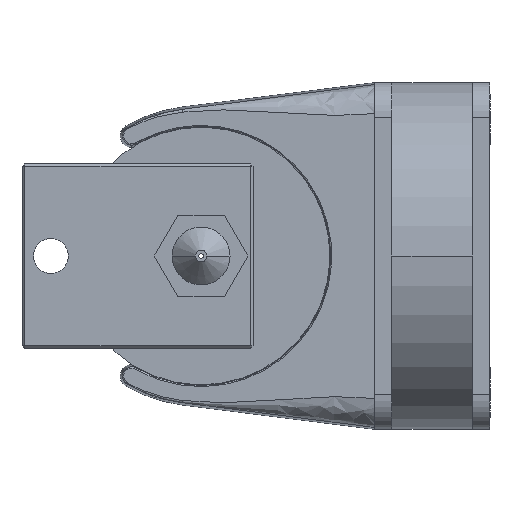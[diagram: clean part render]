
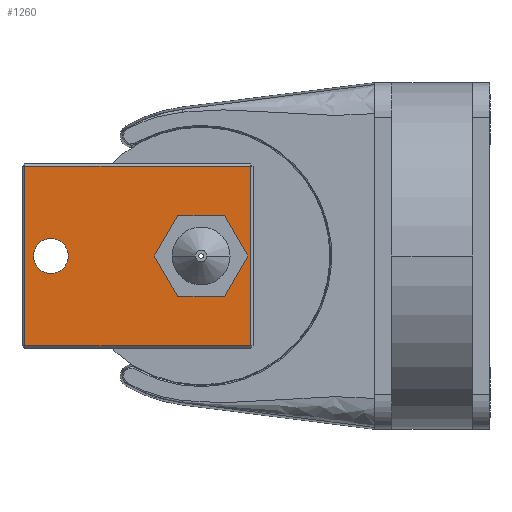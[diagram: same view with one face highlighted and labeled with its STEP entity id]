
A CAD part, front view. The second image highlights one B-rep face of the part: STEP entity #1260.
In plain terms, the highlighted planar face has unit normal (0, -1, 0).
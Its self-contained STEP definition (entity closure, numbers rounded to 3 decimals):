
#336 = CARTESIAN_POINT ( 'NONE',  ( 0., 0., 0. ) ) ;
#834 = CARTESIAN_POINT ( 'NONE',  ( -9.75, 0., 0. ) ) ;
#856 = CARTESIAN_POINT ( 'NONE',  ( 5.5, 0., 3. ) ) ;
#1138 = EDGE_CURVE ( 'NONE', #13140, #10561, #7347, .T. ) ;
#1145 = VERTEX_POINT ( 'NONE', #12823 ) ;
#1158 = VERTEX_POINT ( 'NONE', #2826 ) ;
#1260 = ADVANCED_FACE ( 'NONE', ( #3963, #11094, #6498 ), #3242, .T. ) ;
#1805 = CIRCLE ( 'NONE', #6378, 3. ) ;
#2527 = CARTESIAN_POINT ( 'NONE',  ( 9.75, 0., -7.75 ) ) ;
#2754 = CARTESIAN_POINT ( 'NONE',  ( 5.5, 0., 0. ) ) ;
#2761 = CARTESIAN_POINT ( 'NONE',  ( -9.75, 0., -7.75 ) ) ;
#2777 = AXIS2_PLACEMENT_3D ( 'NONE', #336, #6042, #5322 ) ;
#2826 = CARTESIAN_POINT ( 'NONE',  ( -7.5, 0., -1.5 ) ) ;
#2871 = CARTESIAN_POINT ( 'NONE',  ( -7.5, 0., 0. ) ) ;
#3020 = ORIENTED_EDGE ( 'NONE', *, *, #1138, .T. ) ;
#3242 = PLANE ( 'NONE',  #2777 ) ;
#3279 = EDGE_CURVE ( 'NONE', #1145, #1158, #13415, .T. ) ;
#3575 = AXIS2_PLACEMENT_3D ( 'NONE', #2754, #12560, #6044 ) ;
#3577 = CARTESIAN_POINT ( 'NONE',  ( -7.5, 0., 0. ) ) ;
#3892 = AXIS2_PLACEMENT_3D ( 'NONE', #3577, #7950, #12283 ) ;
#3963 = FACE_OUTER_BOUND ( 'NONE', #12047, .T. ) ;
#4012 = DIRECTION ( 'NONE',  ( -1., 0., 0. ) ) ;
#4353 = EDGE_CURVE ( 'NONE', #10665, #8385, #1805, .T. ) ;
#4453 = ORIENTED_EDGE ( 'NONE', *, *, #11775, .T. ) ;
#4649 = ORIENTED_EDGE ( 'NONE', *, *, #12811, .T. ) ;
#4863 = ORIENTED_EDGE ( 'NONE', *, *, #12501, .F. ) ;
#4936 = VECTOR ( 'NONE', #9981, 1000. ) ;
#5322 = DIRECTION ( 'NONE',  ( 0., 0., -1. ) ) ;
#5520 = CARTESIAN_POINT ( 'NONE',  ( 0., 0., -7.75 ) ) ;
#6042 = DIRECTION ( 'NONE',  ( 0., -1., 0. ) ) ;
#6044 = DIRECTION ( 'NONE',  ( 0., 0., -1. ) ) ;
#6214 = ORIENTED_EDGE ( 'NONE', *, *, #9567, .T. ) ;
#6359 = ORIENTED_EDGE ( 'NONE', *, *, #4353, .F. ) ;
#6378 = AXIS2_PLACEMENT_3D ( 'NONE', #8325, #9417, #11361 ) ;
#6498 = FACE_BOUND ( 'NONE', #7177, .T. ) ;
#6554 = VERTEX_POINT ( 'NONE', #2527 ) ;
#6705 = DIRECTION ( 'NONE',  ( 1., 0., 0. ) ) ;
#7177 = EDGE_LOOP ( 'NONE', ( #6359, #4863 ) ) ;
#7241 = CARTESIAN_POINT ( 'NONE',  ( 0., 0., 7.75 ) ) ;
#7347 = LINE ( 'NONE', #834, #8208 ) ;
#7464 = CARTESIAN_POINT ( 'NONE',  ( 5.5, 0., -3. ) ) ;
#7950 = DIRECTION ( 'NONE',  ( 0., 1., 0. ) ) ;
#8196 = LINE ( 'NONE', #5520, #12454 ) ;
#8208 = VECTOR ( 'NONE', #9461, 1000. ) ;
#8325 = CARTESIAN_POINT ( 'NONE',  ( 5.5, 0., 0. ) ) ;
#8385 = VERTEX_POINT ( 'NONE', #856 ) ;
#8568 = CIRCLE ( 'NONE', #10027, 1.5 ) ;
#8788 = VECTOR ( 'NONE', #4012, 1000. ) ;
#9074 = ORIENTED_EDGE ( 'NONE', *, *, #3279, .T. ) ;
#9417 = DIRECTION ( 'NONE',  ( 0., -1., 0. ) ) ;
#9459 = CARTESIAN_POINT ( 'NONE',  ( -9.75, 0., 7.75 ) ) ;
#9461 = DIRECTION ( 'NONE',  ( 0., 0., -1. ) ) ;
#9567 = EDGE_CURVE ( 'NONE', #11078, #13140, #10989, .T. ) ;
#9981 = DIRECTION ( 'NONE',  ( 0., 0., 1. ) ) ;
#10016 = CARTESIAN_POINT ( 'NONE',  ( 9.75, 0., 7.75 ) ) ;
#10027 = AXIS2_PLACEMENT_3D ( 'NONE', #2871, #10421, #10503 ) ;
#10254 = CIRCLE ( 'NONE', #3575, 3. ) ;
#10419 = EDGE_LOOP ( 'NONE', ( #9074, #4453 ) ) ;
#10421 = DIRECTION ( 'NONE',  ( 0., 1., 0. ) ) ;
#10503 = DIRECTION ( 'NONE',  ( 0., 0., 1. ) ) ;
#10561 = VERTEX_POINT ( 'NONE', #2761 ) ;
#10665 = VERTEX_POINT ( 'NONE', #7464 ) ;
#10989 = LINE ( 'NONE', #7241, #8788 ) ;
#11078 = VERTEX_POINT ( 'NONE', #10016 ) ;
#11094 = FACE_BOUND ( 'NONE', #10419, .T. ) ;
#11361 = DIRECTION ( 'NONE',  ( 0., 0., -1. ) ) ;
#11409 = ORIENTED_EDGE ( 'NONE', *, *, #12761, .T. ) ;
#11428 = LINE ( 'NONE', #12042, #4936 ) ;
#11775 = EDGE_CURVE ( 'NONE', #1158, #1145, #8568, .T. ) ;
#12042 = CARTESIAN_POINT ( 'NONE',  ( 9.75, 0., 0. ) ) ;
#12047 = EDGE_LOOP ( 'NONE', ( #6214, #3020, #11409, #4649 ) ) ;
#12283 = DIRECTION ( 'NONE',  ( 0., 0., 1. ) ) ;
#12454 = VECTOR ( 'NONE', #6705, 1000. ) ;
#12501 = EDGE_CURVE ( 'NONE', #8385, #10665, #10254, .T. ) ;
#12560 = DIRECTION ( 'NONE',  ( 0., -1., 0. ) ) ;
#12761 = EDGE_CURVE ( 'NONE', #10561, #6554, #8196, .T. ) ;
#12811 = EDGE_CURVE ( 'NONE', #6554, #11078, #11428, .T. ) ;
#12823 = CARTESIAN_POINT ( 'NONE',  ( -7.5, 0., 1.5 ) ) ;
#13140 = VERTEX_POINT ( 'NONE', #9459 ) ;
#13415 = CIRCLE ( 'NONE', #3892, 1.5 ) ;
